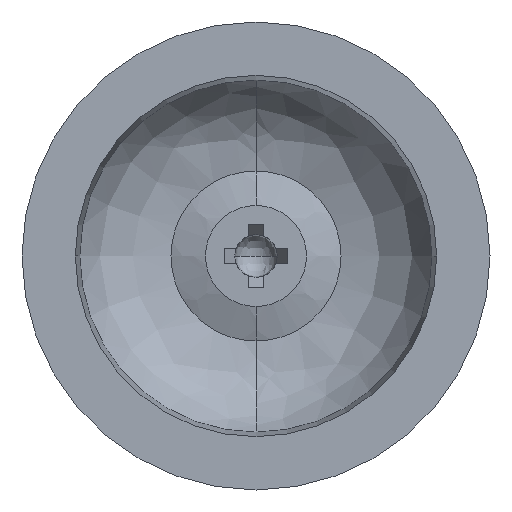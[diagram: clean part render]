
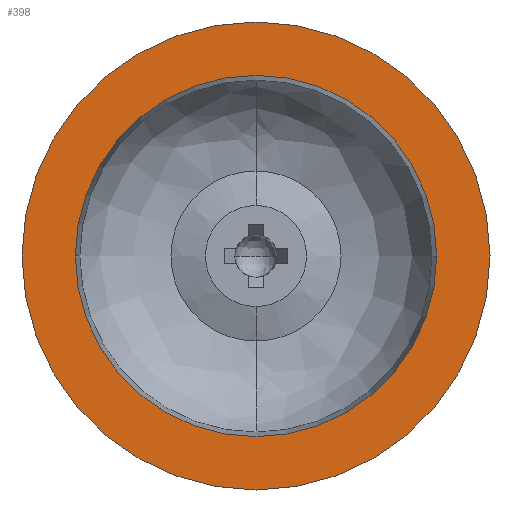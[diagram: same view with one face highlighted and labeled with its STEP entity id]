
A CAD part, front view. The second image highlights one B-rep face of the part: STEP entity #398.
In plain terms, the highlighted planar face has unit normal (0, -1, 0).
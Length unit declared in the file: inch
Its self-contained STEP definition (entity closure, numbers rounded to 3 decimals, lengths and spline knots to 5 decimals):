
#26 = CIRCLE ( 'NONE', #2211, 0.86614 ) ;
#32 = AXIS2_PLACEMENT_3D ( 'NONE', #2370, #1967, #726 ) ;
#99 = AXIS2_PLACEMENT_3D ( 'NONE', #1015, #1341, #115 ) ;
#115 = DIRECTION ( 'NONE',  ( 1., 0., 0. ) ) ;
#229 = AXIS2_PLACEMENT_3D ( 'NONE', #2391, #1168, #2605 ) ;
#233 = VERTEX_POINT ( 'NONE', #1473 ) ;
#308 = DIRECTION ( 'NONE',  ( 0., -1., 0. ) ) ;
#373 = EDGE_CURVE ( 'NONE', #233, #2476, #2677, .T. ) ;
#398 = ADVANCED_FACE ( 'NONE', ( #958, #1500 ), #532, .F. ) ;
#532 = PLANE ( 'NONE',  #32 ) ;
#544 = CARTESIAN_POINT ( 'NONE',  ( 0., 0., 0.86614 ) ) ;
#726 = DIRECTION ( 'NONE',  ( 0., 0., 1. ) ) ;
#936 = EDGE_CURVE ( 'NONE', #2476, #233, #2182, .T. ) ;
#958 = FACE_BOUND ( 'NONE', #1177, .T. ) ;
#961 = CARTESIAN_POINT ( 'NONE',  ( -0.66871, 0., 0. ) ) ;
#970 = CIRCLE ( 'NONE', #229, 0.86614 ) ;
#1015 = CARTESIAN_POINT ( 'NONE',  ( 0., 0., 0. ) ) ;
#1072 = ORIENTED_EDGE ( 'NONE', *, *, #936, .F. ) ;
#1150 = DIRECTION ( 'NONE',  ( 0., 1., 0. ) ) ;
#1168 = DIRECTION ( 'NONE',  ( 0., 1., 0. ) ) ;
#1177 = EDGE_LOOP ( 'NONE', ( #1185, #1072 ) ) ;
#1185 = ORIENTED_EDGE ( 'NONE', *, *, #373, .F. ) ;
#1341 = DIRECTION ( 'NONE',  ( 0., -1., 0. ) ) ;
#1473 = CARTESIAN_POINT ( 'NONE',  ( 0.66871, 0., 0. ) ) ;
#1500 = FACE_OUTER_BOUND ( 'NONE', #1551, .T. ) ;
#1543 = CARTESIAN_POINT ( 'NONE',  ( 0., 0., 0. ) ) ;
#1551 = EDGE_LOOP ( 'NONE', ( #2267, #2455 ) ) ;
#1573 = VERTEX_POINT ( 'NONE', #2353 ) ;
#1611 = EDGE_CURVE ( 'NONE', #1573, #1674, #26, .T. ) ;
#1674 = VERTEX_POINT ( 'NONE', #544 ) ;
#1747 = DIRECTION ( 'NONE',  ( 1., 0., 0. ) ) ;
#1874 = AXIS2_PLACEMENT_3D ( 'NONE', #1543, #308, #1747 ) ;
#1967 = DIRECTION ( 'NONE',  ( 0., 1., 0. ) ) ;
#2182 = CIRCLE ( 'NONE', #99, 0.66871 ) ;
#2211 = AXIS2_PLACEMENT_3D ( 'NONE', #2375, #1150, #2588 ) ;
#2267 = ORIENTED_EDGE ( 'NONE', *, *, #1611, .F. ) ;
#2353 = CARTESIAN_POINT ( 'NONE',  ( 0., 0., -0.86614 ) ) ;
#2370 = CARTESIAN_POINT ( 'NONE',  ( -0.86614, 0., 0. ) ) ;
#2375 = CARTESIAN_POINT ( 'NONE',  ( 0., 0., 0. ) ) ;
#2391 = CARTESIAN_POINT ( 'NONE',  ( 0., 0., 0. ) ) ;
#2443 = EDGE_CURVE ( 'NONE', #1674, #1573, #970, .T. ) ;
#2455 = ORIENTED_EDGE ( 'NONE', *, *, #2443, .F. ) ;
#2476 = VERTEX_POINT ( 'NONE', #961 ) ;
#2588 = DIRECTION ( 'NONE',  ( 0., 0., -1. ) ) ;
#2605 = DIRECTION ( 'NONE',  ( 0., 0., -1. ) ) ;
#2677 = CIRCLE ( 'NONE', #1874, 0.66871 ) ;
